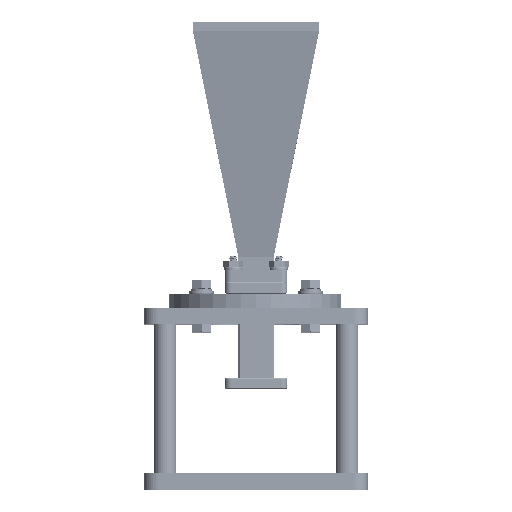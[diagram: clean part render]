
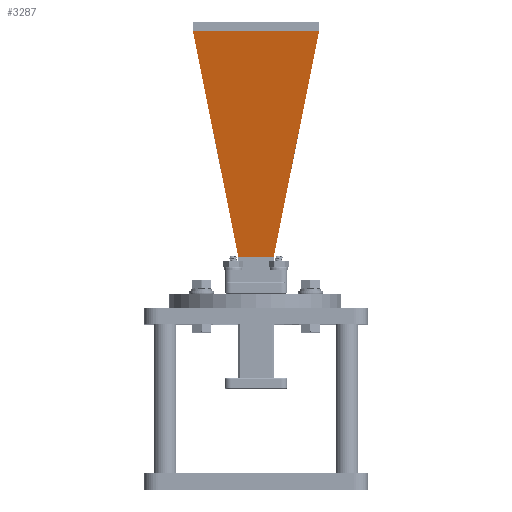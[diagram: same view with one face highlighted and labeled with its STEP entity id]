
A CAD part, top view. The second image highlights one B-rep face of the part: STEP entity #3287.
In plain terms, the highlighted face is planar.
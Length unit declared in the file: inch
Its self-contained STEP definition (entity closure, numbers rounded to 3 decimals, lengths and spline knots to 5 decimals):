
#1655 = VERTEX_POINT ( 'NONE', #41563 ) ;
#3287 = ADVANCED_FACE ( 'NONE', ( #11530 ), #15900, .T. ) ;
#6001 = EDGE_CURVE ( 'NONE', #20841, #1655, #42730, .T. ) ;
#7304 = EDGE_CURVE ( 'NONE', #24085, #20841, #8537, .T. ) ;
#8537 = LINE ( 'NONE', #22666, #16095 ) ;
#8792 = ORIENTED_EDGE ( 'NONE', *, *, #12494, .T. ) ;
#9909 = CARTESIAN_POINT ( 'NONE',  ( -0.67683, 0.88713, 5.14442 ) ) ;
#11530 = FACE_OUTER_BOUND ( 'NONE', #14257, .T. ) ;
#12494 = EDGE_CURVE ( 'NONE', #1655, #15087, #31893, .T. ) ;
#14257 = EDGE_LOOP ( 'NONE', ( #35999, #42476, #41671, #8792 ) ) ;
#15087 = VERTEX_POINT ( 'NONE', #20405 ) ;
#15451 = DIRECTION ( 'NONE',  ( -0.987, 0., -0.159 ) ) ;
#15900 = PLANE ( 'NONE',  #26631 ) ;
#16065 = LINE ( 'NONE', #22542, #27328 ) ;
#16095 = VECTOR ( 'NONE', #36805, 39.37008 ) ;
#20405 = CARTESIAN_POINT ( 'NONE',  ( -0.16374, 0.24904, 1.9622 ) ) ;
#20530 = DIRECTION ( 'NONE',  ( 0., 1., 0. ) ) ;
#20841 = VERTEX_POINT ( 'NONE', #26230 ) ;
#22542 = CARTESIAN_POINT ( 'NONE',  ( -0.16374, 0., 1.9622 ) ) ;
#22666 = CARTESIAN_POINT ( 'NONE',  ( -0.16374, -0.24904, 1.9622 ) ) ;
#24085 = VERTEX_POINT ( 'NONE', #42342 ) ;
#24949 = DIRECTION ( 'NONE',  ( 0.156, -0.194, -0.968 ) ) ;
#26230 = CARTESIAN_POINT ( 'NONE',  ( -0.67683, -0.88713, 5.14442 ) ) ;
#26631 = AXIS2_PLACEMENT_3D ( 'NONE', #44159, #15451, #39555 ) ;
#26705 = DIRECTION ( 'NONE',  ( 0., -1., 0. ) ) ;
#27328 = VECTOR ( 'NONE', #26705, 39.37008 ) ;
#31142 = EDGE_CURVE ( 'NONE', #15087, #24085, #16065, .T. ) ;
#31893 = LINE ( 'NONE', #9909, #32705 ) ;
#32705 = VECTOR ( 'NONE', #24949, 39.37008 ) ;
#33028 = VECTOR ( 'NONE', #20530, 39.37008 ) ;
#35999 = ORIENTED_EDGE ( 'NONE', *, *, #31142, .T. ) ;
#36805 = DIRECTION ( 'NONE',  ( -0.156, -0.194, 0.968 ) ) ;
#39555 = DIRECTION ( 'NONE',  ( -0.159, 0., 0.987 ) ) ;
#41563 = CARTESIAN_POINT ( 'NONE',  ( -0.67683, 0.88713, 5.14442 ) ) ;
#41671 = ORIENTED_EDGE ( 'NONE', *, *, #6001, .T. ) ;
#42342 = CARTESIAN_POINT ( 'NONE',  ( -0.16374, -0.24904, 1.9622 ) ) ;
#42476 = ORIENTED_EDGE ( 'NONE', *, *, #7304, .T. ) ;
#42730 = LINE ( 'NONE', #42957, #33028 ) ;
#42957 = CARTESIAN_POINT ( 'NONE',  ( -0.67683, 0., 5.14442 ) ) ;
#44159 = CARTESIAN_POINT ( 'NONE',  ( -0.42862, 0., 3.60497 ) ) ;
